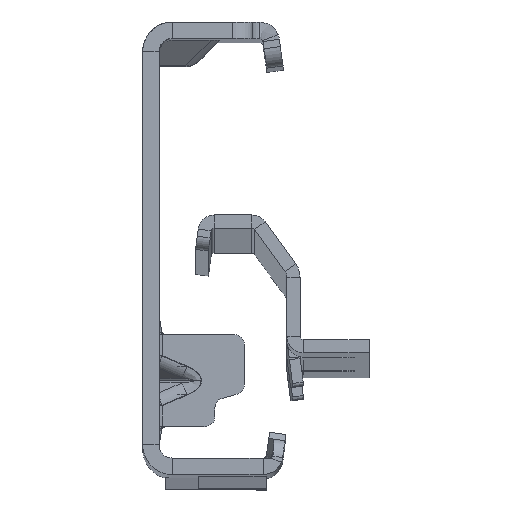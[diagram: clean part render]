
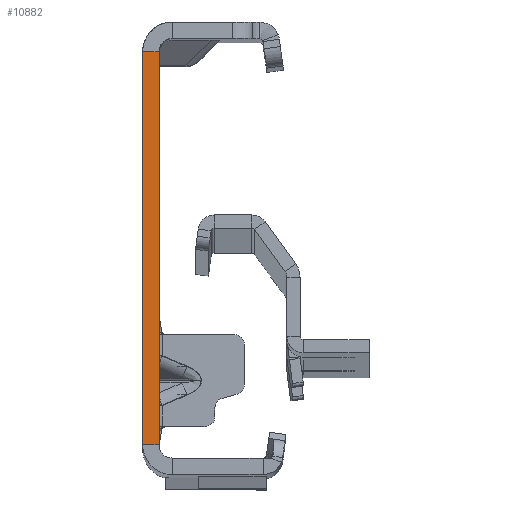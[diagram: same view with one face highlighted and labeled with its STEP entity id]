
A CAD part, top view. The second image highlights one B-rep face of the part: STEP entity #10882.
In plain terms, the highlighted planar face has unit normal (0, 0, 1).
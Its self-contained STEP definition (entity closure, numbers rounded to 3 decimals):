
#1468 = EDGE_CURVE ( 'NONE', #22038, #7352, #34303, .T. ) ;
#4385 = VECTOR ( 'NONE', #20099, 1000. ) ;
#6003 = AXIS2_PLACEMENT_3D ( 'NONE', #34518, #47773, #13479 ) ;
#6377 = ORIENTED_EDGE ( 'NONE', *, *, #1468, .T. ) ;
#7352 = VERTEX_POINT ( 'NONE', #18681 ) ;
#7440 = PLANE ( 'NONE',  #6003 ) ;
#7857 = VECTOR ( 'NONE', #26455, 1000. ) ;
#8104 = EDGE_CURVE ( 'NONE', #43650, #22038, #23973, .T. ) ;
#9698 = ORIENTED_EDGE ( 'NONE', *, *, #8104, .T. ) ;
#10882 = ADVANCED_FACE ( 'NONE', ( #39339 ), #7440, .T. ) ;
#11928 = LINE ( 'NONE', #16227, #19997 ) ;
#12958 = ORIENTED_EDGE ( 'NONE', *, *, #16799, .F. ) ;
#13479 = DIRECTION ( 'NONE',  ( 1., 0., 0. ) ) ;
#16227 = CARTESIAN_POINT ( 'NONE',  ( 0., -30., 0. ) ) ;
#16799 = EDGE_CURVE ( 'NONE', #47325, #7352, #11928, .T. ) ;
#18681 = CARTESIAN_POINT ( 'NONE',  ( -2.5, -30., 0. ) ) ;
#19846 = ORIENTED_EDGE ( 'NONE', *, *, #26321, .F. ) ;
#19997 = VECTOR ( 'NONE', #27879, 1000. ) ;
#20099 = DIRECTION ( 'NONE',  ( 0., -1., 0. ) ) ;
#22038 = VERTEX_POINT ( 'NONE', #42119 ) ;
#23655 = VECTOR ( 'NONE', #24462, 1000. ) ;
#23973 = LINE ( 'NONE', #28266, #23655 ) ;
#24371 = LINE ( 'NONE', #43160, #4385 ) ;
#24462 = DIRECTION ( 'NONE',  ( -1., 0., 0. ) ) ;
#26321 = EDGE_CURVE ( 'NONE', #43650, #47325, #24371, .T. ) ;
#26455 = DIRECTION ( 'NONE',  ( 0., -1., 0. ) ) ;
#27879 = DIRECTION ( 'NONE',  ( -1., 0., 0. ) ) ;
#28266 = CARTESIAN_POINT ( 'NONE',  ( 0., 30., 0. ) ) ;
#31534 = CARTESIAN_POINT ( 'NONE',  ( 0., -30., 0. ) ) ;
#33624 = CARTESIAN_POINT ( 'NONE',  ( 0., 30., 0. ) ) ;
#34303 = LINE ( 'NONE', #46782, #7857 ) ;
#34518 = CARTESIAN_POINT ( 'NONE',  ( -2.5, -32., 0. ) ) ;
#39339 = FACE_OUTER_BOUND ( 'NONE', #40803, .T. ) ;
#40803 = EDGE_LOOP ( 'NONE', ( #19846, #9698, #6377, #12958 ) ) ;
#42119 = CARTESIAN_POINT ( 'NONE',  ( -2.5, 30., 0. ) ) ;
#43160 = CARTESIAN_POINT ( 'NONE',  ( 0., -32., 0. ) ) ;
#43650 = VERTEX_POINT ( 'NONE', #33624 ) ;
#46782 = CARTESIAN_POINT ( 'NONE',  ( -2.5, -32., 0. ) ) ;
#47325 = VERTEX_POINT ( 'NONE', #31534 ) ;
#47773 = DIRECTION ( 'NONE',  ( 0., 0., 1. ) ) ;
